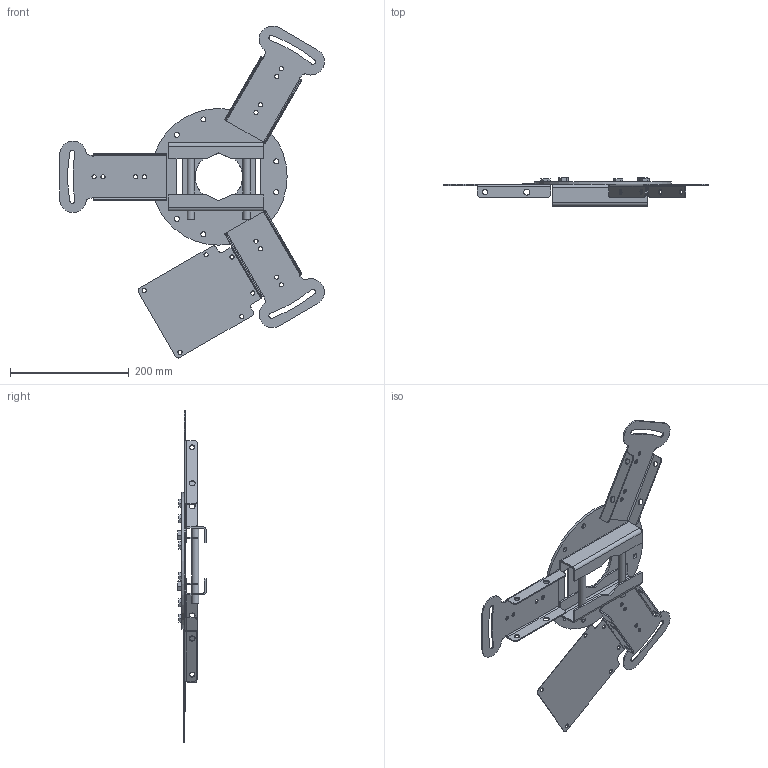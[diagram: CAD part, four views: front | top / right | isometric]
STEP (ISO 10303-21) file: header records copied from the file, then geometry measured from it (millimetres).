
FILE_DESCRIPTION(/* description */ (''),/* implementation_level */ '2;1');
FILE_NAME(/* name */ '50786 _Scheinwerfrhalter_zuhsammenbau.stp',/* time_stamp */ '2014-12-17T10:25:07+01:00',/* author */ ('guzb562'),/* organization */ (''),/* preprocessor_version */ 'ST-DEVELOPER v15.2',/* originating_system */ 'Autodesk Inventor 2014',/* authorisation */ '');
FILE_SCHEMA (('AUTOMOTIVE_DESIGN { 1 0 10303 214 3 1 1 }'));
Length unit declared in the file: millimetre
Products named in the file (4): 17416_GRUNDPLATTE; scheinwerferarm; trafohalter; 50786 _Scheinwerfrhalter_zuhsammenbau
Bounding box: 445.69 x 48 x 558.75 mm (x, y, z)
Volume: 389075.4 mm3; surface area: 301796.2 mm2
Topology: 5 solids, 5 shells, 553 faces, 1453 edges, 944 vertices
Faces by surface type: plane 347, cylinder 128, bspline 78
Full cylindrical faces by diameter (mm): 7 x18, 8 x6, 8.4 x12, 9 x8, 10 x6, 12 x4, 80 x1, 230 x1
Entity records: 13836 total; most frequent: CARTESIAN_POINT 3463, ORIENTED_EDGE 2140, DIRECTION 1777, EDGE_CURVE 1070, LINE 755, VECTOR 755, VERTEX_POINT 721, EDGE_LOOP 547
